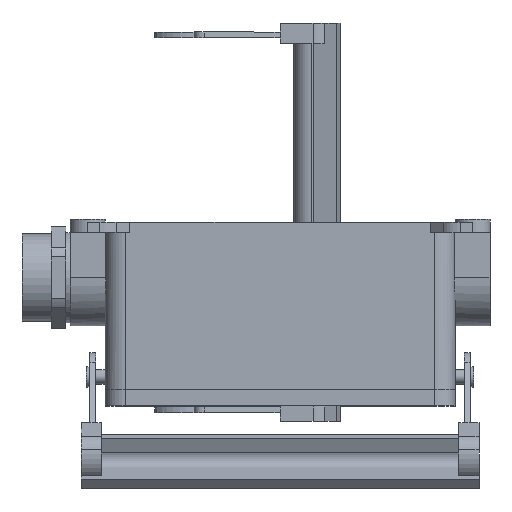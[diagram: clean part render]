
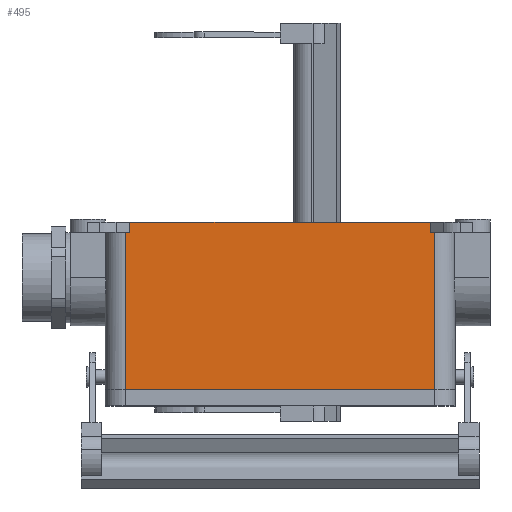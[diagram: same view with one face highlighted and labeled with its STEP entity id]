
A CAD part, top view. The second image highlights one B-rep face of the part: STEP entity #495.
In plain terms, the highlighted planar face has unit normal (0, 0, 1).
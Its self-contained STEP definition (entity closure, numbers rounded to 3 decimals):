
#495 = ADVANCED_FACE( '', ( #1072 ), #1073, .F. );
#1072 = FACE_OUTER_BOUND( '', #1725, .T. );
#1073 = PLANE( '', #1726 );
#1725 = EDGE_LOOP( '', ( #3101, #3102, #3103, #3104, #3105, #3106, #3107, #3108 ) );
#1726 = AXIS2_PLACEMENT_3D( '', #3109, #3110, #3111 );
#3101 = ORIENTED_EDGE( '', *, *, #4253, .T. );
#3102 = ORIENTED_EDGE( '', *, *, #4254, .F. );
#3103 = ORIENTED_EDGE( '', *, *, #4190, .T. );
#3104 = ORIENTED_EDGE( '', *, *, #3754, .T. );
#3105 = ORIENTED_EDGE( '', *, *, #3830, .F. );
#3106 = ORIENTED_EDGE( '', *, *, #4235, .F. );
#3107 = ORIENTED_EDGE( '', *, *, #4255, .T. );
#3108 = ORIENTED_EDGE( '', *, *, #4023, .T. );
#3109 = CARTESIAN_POINT( '', ( 0., -3.5, 21.5 ) );
#3110 = DIRECTION( '', ( 0., 0., -1. ) );
#3111 = DIRECTION( '', ( -1., 0., 0. ) );
#3754 = EDGE_CURVE( '', #4481, #4479, #4482, .T. );
#3830 = EDGE_CURVE( '', #4611, #4479, #4613, .T. );
#4023 = EDGE_CURVE( '', #4929, #4927, #4930, .T. );
#4190 = EDGE_CURVE( '', #5167, #4481, #5168, .T. );
#4235 = EDGE_CURVE( '', #5224, #4611, #5226, .T. );
#4253 = EDGE_CURVE( '', #4927, #5249, #5250, .T. );
#4254 = EDGE_CURVE( '', #5167, #5249, #5251, .T. );
#4255 = EDGE_CURVE( '', #5224, #4929, #5252, .T. );
#4479 = VERTEX_POINT( '', #5525 );
#4481 = VERTEX_POINT( '', #5527 );
#4482 = LINE( '', #5528, #5529 );
#4611 = VERTEX_POINT( '', #5736 );
#4613 = LINE( '', #5738, #5739 );
#4927 = VERTEX_POINT( '', #6217 );
#4929 = VERTEX_POINT( '', #6220 );
#4930 = LINE( '', #6221, #6222 );
#5167 = VERTEX_POINT( '', #6551 );
#5168 = LINE( '', #6552, #6553 );
#5224 = VERTEX_POINT( '', #6631 );
#5226 = LINE( '', #6633, #6634 );
#5249 = VERTEX_POINT( '', #6660 );
#5250 = LINE( '', #6661, #6662 );
#5251 = LINE( '', #6663, #6664 );
#5252 = LINE( '', #6665, #6666 );
#5525 = CARTESIAN_POINT( '', ( -53., -57.4, 21.5 ) );
#5527 = CARTESIAN_POINT( '', ( -53., -3.5, 21.5 ) );
#5528 = CARTESIAN_POINT( '', ( -53., 108.116, 21.5 ) );
#5529 = VECTOR( '', #6922, 1000. );
#5736 = CARTESIAN_POINT( '', ( 53., -57.4, 21.5 ) );
#5738 = CARTESIAN_POINT( '', ( -53., -57.4, 21.5 ) );
#5739 = VECTOR( '', #7028, 1000. );
#6217 = CARTESIAN_POINT( '', ( 51.486, 0., 21.5 ) );
#6220 = CARTESIAN_POINT( '', ( 51.486, -3.5, 21.5 ) );
#6221 = CARTESIAN_POINT( '', ( 51.486, -3.5, 21.5 ) );
#6222 = VECTOR( '', #7285, 1000. );
#6551 = CARTESIAN_POINT( '', ( -51.486, -3.5, 21.5 ) );
#6552 = CARTESIAN_POINT( '', ( -61.8, -3.5, 21.5 ) );
#6553 = VECTOR( '', #7480, 1000. );
#6631 = CARTESIAN_POINT( '', ( 53., -3.5, 21.5 ) );
#6633 = CARTESIAN_POINT( '', ( 53., 108.116, 21.5 ) );
#6634 = VECTOR( '', #7521, 1000. );
#6660 = CARTESIAN_POINT( '', ( -51.486, 0., 21.5 ) );
#6661 = CARTESIAN_POINT( '', ( 0., 0., 21.5 ) );
#6662 = VECTOR( '', #7540, 1000. );
#6663 = CARTESIAN_POINT( '', ( -51.486, -3.5, 21.5 ) );
#6664 = VECTOR( '', #7541, 1000. );
#6665 = CARTESIAN_POINT( '', ( -61.8, -3.5, 21.5 ) );
#6666 = VECTOR( '', #7542, 1000. );
#6922 = DIRECTION( '', ( 0., -1., 0. ) );
#7028 = DIRECTION( '', ( -1., 0., 0. ) );
#7285 = DIRECTION( '', ( 0., 1., 0. ) );
#7480 = DIRECTION( '', ( -1., 0., 0. ) );
#7521 = DIRECTION( '', ( 0., -1., 0. ) );
#7540 = DIRECTION( '', ( -1., 0., 0. ) );
#7541 = DIRECTION( '', ( 0., 1., 0. ) );
#7542 = DIRECTION( '', ( -1., 0., 0. ) );
